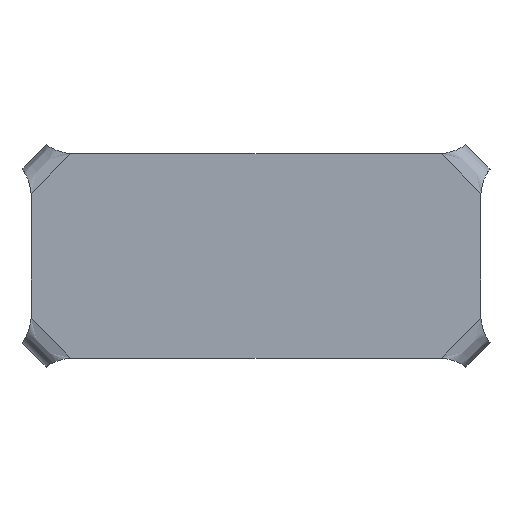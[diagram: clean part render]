
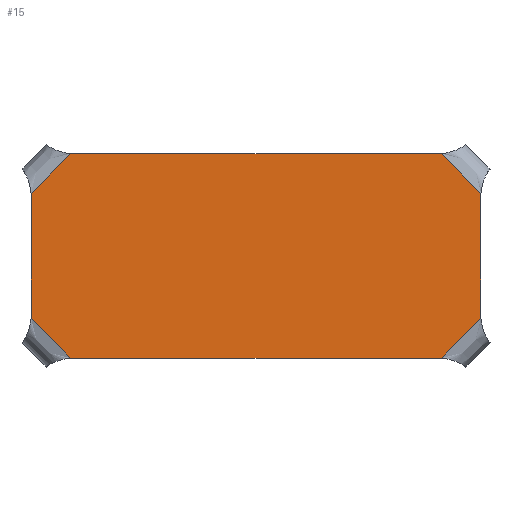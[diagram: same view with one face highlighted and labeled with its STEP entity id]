
A CAD part, top view. The second image highlights one B-rep face of the part: STEP entity #15.
In plain terms, the highlighted planar face has unit normal (0, 0, 1).
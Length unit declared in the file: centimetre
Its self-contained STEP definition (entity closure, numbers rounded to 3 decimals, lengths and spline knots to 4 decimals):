
#15=ADVANCED_FACE($,(#33),#193,.T.);
#33=FACE_OUTER_BOUND($,#51,.T.);
#51=EDGE_LOOP($,(#76,#77,#78,#79,#80,#81,#82,#83));
#76=ORIENTED_EDGE($,*,*,#142,.T.);
#77=ORIENTED_EDGE($,*,*,#143,.F.);
#78=ORIENTED_EDGE($,*,*,#144,.F.);
#79=ORIENTED_EDGE($,*,*,#145,.F.);
#80=ORIENTED_EDGE($,*,*,#146,.T.);
#81=ORIENTED_EDGE($,*,*,#147,.F.);
#82=ORIENTED_EDGE($,*,*,#148,.F.);
#83=ORIENTED_EDGE($,*,*,#134,.F.);
#134=EDGE_CURVE($,#165,#179,#200,.T.);
#142=EDGE_CURVE($,#165,#173,#208,.T.);
#143=EDGE_CURVE($,#174,#173,#209,.T.);
#144=EDGE_CURVE($,#175,#174,#210,.T.);
#145=EDGE_CURVE($,#176,#175,#211,.T.);
#146=EDGE_CURVE($,#176,#177,#212,.T.);
#147=EDGE_CURVE($,#178,#177,#213,.T.);
#148=EDGE_CURVE($,#179,#178,#214,.T.);
#165=VERTEX_POINT($,#3303);
#173=VERTEX_POINT($,#3311);
#174=VERTEX_POINT($,#3312);
#175=VERTEX_POINT($,#3313);
#176=VERTEX_POINT($,#3314);
#177=VERTEX_POINT($,#3315);
#178=VERTEX_POINT($,#3316);
#179=VERTEX_POINT($,#3317);
#193=PLANE($,#319);
#200=B_SPLINE_CURVE_WITH_KNOTS($,1,(#340,#341),.UNSPECIFIED.,.F.,.F.,(2,
2),(505.7723,566.8192),.UNSPECIFIED.);
#208=B_SPLINE_CURVE_WITH_KNOTS($,1,(#356,#357),.UNSPECIFIED.,.F.,.F.,(2,
2),(-1100.1356,-1072.5914),.UNSPECIFIED.);
#209=B_SPLINE_CURVE_WITH_KNOTS($,1,(#358,#359),.UNSPECIFIED.,.F.,.F.,(2,
2),(891.545,1072.5914),.UNSPECIFIED.);
#210=B_SPLINE_CURVE_WITH_KNOTS($,1,(#360,#361),.UNSPECIFIED.,.F.,.F.,(2,
2),(864.0009,891.545),.UNSPECIFIED.);
#211=B_SPLINE_CURVE_WITH_KNOTS($,1,(#362,#363),.UNSPECIFIED.,.F.,.F.,(2,
2),(802.9539,864.0009),.UNSPECIFIED.);
#212=B_SPLINE_CURVE_WITH_KNOTS($,1,(#364,#365),.UNSPECIFIED.,.F.,.F.,(2,
2),(-802.9539,-775.4098),.UNSPECIFIED.);
#213=B_SPLINE_CURVE_WITH_KNOTS($,1,(#366,#367),.UNSPECIFIED.,.F.,.F.,(2,
2),(594.3633,775.4098),.UNSPECIFIED.);
#214=B_SPLINE_CURVE_WITH_KNOTS($,1,(#368,#369),.UNSPECIFIED.,.F.,.F.,(2,
2),(566.8192,594.3633),.UNSPECIFIED.);
#319=AXIS2_PLACEMENT_3D($,#1345,#328,$);
#328=DIRECTION($,(0.,0.,1.));
#340=CARTESIAN_POINT($,(0.,19.4765,75.9145));
#341=CARTESIAN_POINT($,(0.,80.5235,75.9145));
#356=CARTESIAN_POINT($,(0.,19.4765,75.9145));
#357=CARTESIAN_POINT($,(19.4768,0.,75.9145));
#358=CARTESIAN_POINT($,(200.5232,0.,75.9145));
#359=CARTESIAN_POINT($,(19.4768,0.,75.9145));
#360=CARTESIAN_POINT($,(220.,19.4765,75.9145));
#361=CARTESIAN_POINT($,(200.5232,0.,75.9145));
#362=CARTESIAN_POINT($,(220.,80.5235,75.9145));
#363=CARTESIAN_POINT($,(220.,19.4765,75.9145));
#364=CARTESIAN_POINT($,(220.,80.5235,75.9145));
#365=CARTESIAN_POINT($,(200.5232,100.,75.9145));
#366=CARTESIAN_POINT($,(19.4768,100.,75.9145));
#367=CARTESIAN_POINT($,(200.5232,100.,75.9145));
#368=CARTESIAN_POINT($,(0.,80.5235,75.9145));
#369=CARTESIAN_POINT($,(19.4768,100.,75.9145));
#1345=CARTESIAN_POINT($,(0.,100.,75.9145));
#3303=CARTESIAN_POINT($,(0.,19.4765,75.9145));
#3311=CARTESIAN_POINT($,(19.4768,0.,75.9145));
#3312=CARTESIAN_POINT($,(200.5232,0.,75.9145));
#3313=CARTESIAN_POINT($,(220.,19.4765,75.9145));
#3314=CARTESIAN_POINT($,(220.,80.5235,75.9145));
#3315=CARTESIAN_POINT($,(200.5232,100.,75.9145));
#3316=CARTESIAN_POINT($,(19.4768,100.,75.9145));
#3317=CARTESIAN_POINT($,(0.,80.5235,75.9145));
